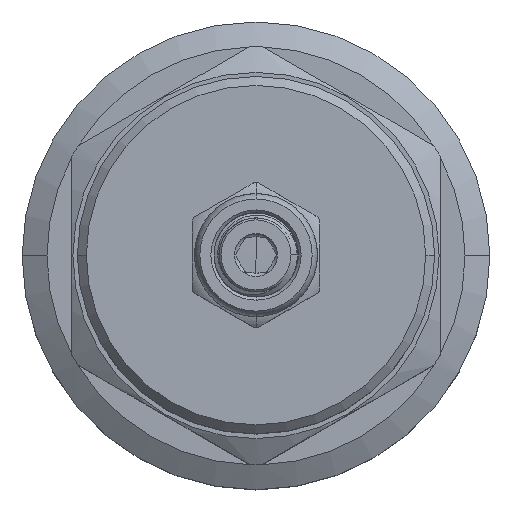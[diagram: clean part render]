
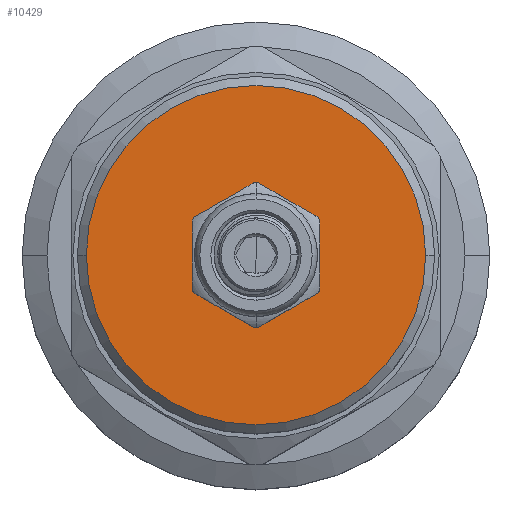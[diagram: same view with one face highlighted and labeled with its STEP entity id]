
A CAD part, top view. The second image highlights one B-rep face of the part: STEP entity #10429.
In plain terms, the highlighted planar face has unit normal (0, 0, 1).
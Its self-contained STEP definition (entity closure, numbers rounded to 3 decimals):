
#709 = EDGE_LOOP ( 'NONE', ( #790, #6117 ) ) ;
#790 = ORIENTED_EDGE ( 'NONE', *, *, #6167, .T. ) ;
#1061 = AXIS2_PLACEMENT_3D ( 'NONE', #2070, #13503, #3585 ) ;
#1739 = FACE_OUTER_BOUND ( 'NONE', #20406, .T. ) ;
#1983 = DIRECTION ( 'NONE',  ( 1., 0., 0. ) ) ;
#2070 = CARTESIAN_POINT ( 'NONE',  ( 0., 0., 20.89 ) ) ;
#2322 = CARTESIAN_POINT ( 'NONE',  ( 0., -6.875, 20.89 ) ) ;
#2480 = AXIS2_PLACEMENT_3D ( 'NONE', #11687, #9917, #16325 ) ;
#2483 = CARTESIAN_POINT ( 'NONE',  ( -19., 0., 20.89 ) ) ;
#3131 = CARTESIAN_POINT ( 'NONE',  ( 0., 6.875, 20.89 ) ) ;
#3585 = DIRECTION ( 'NONE',  ( 0., -1., 0. ) ) ;
#3663 = CIRCLE ( 'NONE', #19863, 19. ) ;
#3763 = CIRCLE ( 'NONE', #1061, 6.875 ) ;
#3990 = VERTEX_POINT ( 'NONE', #2483 ) ;
#6013 = VERTEX_POINT ( 'NONE', #3131 ) ;
#6117 = ORIENTED_EDGE ( 'NONE', *, *, #13366, .T. ) ;
#6167 = EDGE_CURVE ( 'NONE', #6013, #20977, #6921, .T. ) ;
#6759 = DIRECTION ( 'NONE',  ( 0., 0., -1. ) ) ;
#6921 = CIRCLE ( 'NONE', #2480, 6.875 ) ;
#7242 = DIRECTION ( 'NONE',  ( 0., 0., -1. ) ) ;
#7393 = DIRECTION ( 'NONE',  ( 1., 0., 0. ) ) ;
#8911 = CARTESIAN_POINT ( 'NONE',  ( 0., 0., 20.89 ) ) ;
#9810 = AXIS2_PLACEMENT_3D ( 'NONE', #20333, #7242, #10701 ) ;
#9917 = DIRECTION ( 'NONE',  ( 0., 0., -1. ) ) ;
#10429 = ADVANCED_FACE ( 'NONE', ( #18139, #1739 ), #13672, .F. ) ;
#10701 = DIRECTION ( 'NONE',  ( 1., 0., 0. ) ) ;
#10810 = EDGE_CURVE ( 'NONE', #3990, #20730, #19169, .T. ) ;
#10947 = ORIENTED_EDGE ( 'NONE', *, *, #10810, .F. ) ;
#11687 = CARTESIAN_POINT ( 'NONE',  ( 0., 0., 20.89 ) ) ;
#11987 = AXIS2_PLACEMENT_3D ( 'NONE', #13349, #6759, #1983 ) ;
#13349 = CARTESIAN_POINT ( 'NONE',  ( 0., 0., 20.89 ) ) ;
#13366 = EDGE_CURVE ( 'NONE', #20977, #6013, #3763, .T. ) ;
#13503 = DIRECTION ( 'NONE',  ( 0., 0., -1. ) ) ;
#13672 = PLANE ( 'NONE',  #9810 ) ;
#14702 = CARTESIAN_POINT ( 'NONE',  ( 19., 0., 20.89 ) ) ;
#16325 = DIRECTION ( 'NONE',  ( 0., -1., 0. ) ) ;
#18139 = FACE_BOUND ( 'NONE', #709, .T. ) ;
#18322 = ORIENTED_EDGE ( 'NONE', *, *, #19043, .F. ) ;
#19043 = EDGE_CURVE ( 'NONE', #20730, #3990, #3663, .T. ) ;
#19169 = CIRCLE ( 'NONE', #11987, 19. ) ;
#19863 = AXIS2_PLACEMENT_3D ( 'NONE', #8911, #20482, #7393 ) ;
#20333 = CARTESIAN_POINT ( 'NONE',  ( 0., -19., 20.89 ) ) ;
#20406 = EDGE_LOOP ( 'NONE', ( #18322, #10947 ) ) ;
#20482 = DIRECTION ( 'NONE',  ( 0., 0., -1. ) ) ;
#20730 = VERTEX_POINT ( 'NONE', #14702 ) ;
#20977 = VERTEX_POINT ( 'NONE', #2322 ) ;
